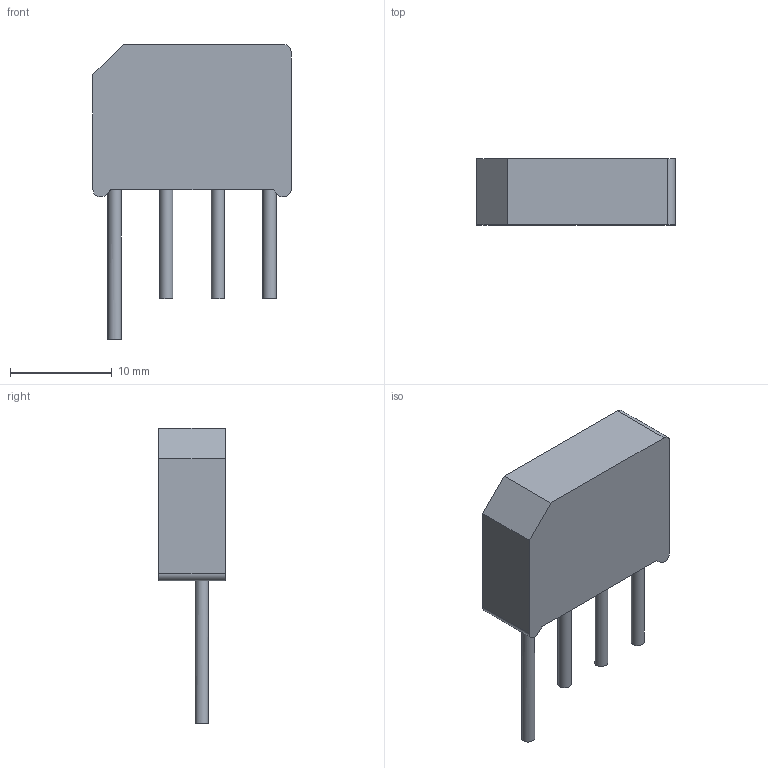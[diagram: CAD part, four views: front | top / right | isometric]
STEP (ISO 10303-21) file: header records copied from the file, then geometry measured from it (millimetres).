
FILE_DESCRIPTION(('FreeCAD Model'),'2;1');
FILE_NAME('Diode_Bridge_Vishay_KBL.step','2018-01-06T14:40:13',('kicad StepUp'),( 'ksu MCAD'),'Open CASCADE STEP processor 6.8','FreeCAD','Unknown');
FILE_SCHEMA(('AUTOMOTIVE_DESIGN_CC2 { 1 2 10303 214 -1 1 5 4 }'));
Length unit declared in the file: millimetre
Products named in the file (1): Diode_Bridge_Vishay_KBL
Bounding box: 19.5 x 6.5 x 29.05 mm (x, y, z)
Volume: 1856.1 mm3; surface area: 1177.6 mm2
Topology: 1 solids, 1 shells, 22 faces, 54 edges, 36 vertices
Faces by surface type: plane 13, cylinder 9
Full cylindrical faces by diameter (mm): 1.3 x4
Entity records: 494 total; most frequent: ORIENTED_EDGE 84, CARTESIAN_POINT 61, EDGE_CURVE 54, AXIS2_PLACEMENT_3D 37, VERTEX_POINT 36, LINE 30, DIRECTION 25, FACE_BOUND 24
